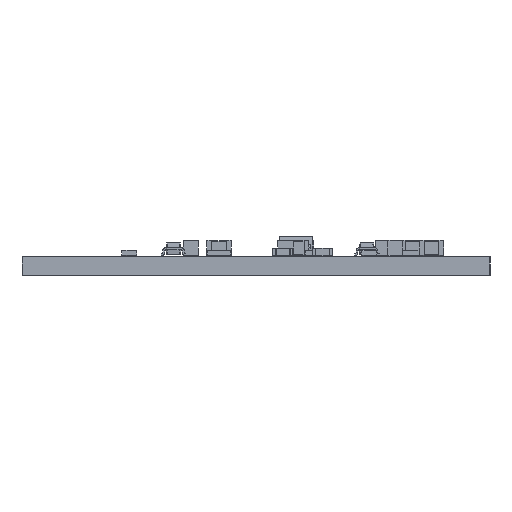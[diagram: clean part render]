
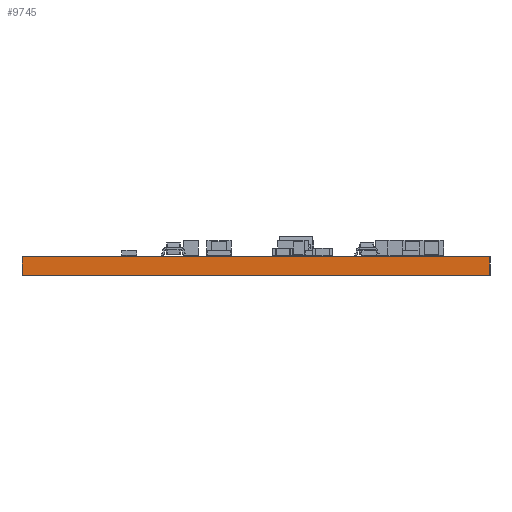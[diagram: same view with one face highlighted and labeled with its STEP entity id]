
A CAD part, left-side view. The second image highlights one B-rep face of the part: STEP entity #9745.
In plain terms, the highlighted planar face has unit normal (-1, 0, 0).
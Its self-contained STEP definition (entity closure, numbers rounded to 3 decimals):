
#9689 = VERTEX_POINT('',#9690);
#9690 = CARTESIAN_POINT('',(0.,0.,1.51));
#9696 = EDGE_CURVE('',#9697,#9689,#9699,.T.);
#9697 = VERTEX_POINT('',#9698);
#9698 = CARTESIAN_POINT('',(0.,-0.,0.));
#9699 = LINE('',#9700,#9701);
#9700 = CARTESIAN_POINT('',(0.,-0.,0.));
#9701 = VECTOR('',#9702,1.);
#9702 = DIRECTION('',(0.,0.,1.));
#9745 = ADVANCED_FACE('',(#9746),#9771,.T.);
#9746 = FACE_BOUND('',#9747,.T.);
#9747 = EDGE_LOOP('',(#9748,#9749,#9757,#9765));
#9748 = ORIENTED_EDGE('',*,*,#9696,.T.);
#9749 = ORIENTED_EDGE('',*,*,#9750,.T.);
#9750 = EDGE_CURVE('',#9689,#9751,#9753,.T.);
#9751 = VERTEX_POINT('',#9752);
#9752 = CARTESIAN_POINT('',(0.,38.,1.51));
#9753 = LINE('',#9754,#9755);
#9754 = CARTESIAN_POINT('',(0.,0.,1.51));
#9755 = VECTOR('',#9756,1.);
#9756 = DIRECTION('',(0.,1.,0.));
#9757 = ORIENTED_EDGE('',*,*,#9758,.F.);
#9758 = EDGE_CURVE('',#9759,#9751,#9761,.T.);
#9759 = VERTEX_POINT('',#9760);
#9760 = CARTESIAN_POINT('',(0.,38.,0.));
#9761 = LINE('',#9762,#9763);
#9762 = CARTESIAN_POINT('',(0.,38.,0.));
#9763 = VECTOR('',#9764,1.);
#9764 = DIRECTION('',(0.,0.,1.));
#9765 = ORIENTED_EDGE('',*,*,#9766,.F.);
#9766 = EDGE_CURVE('',#9697,#9759,#9767,.T.);
#9767 = LINE('',#9768,#9769);
#9768 = CARTESIAN_POINT('',(0.,-0.,0.));
#9769 = VECTOR('',#9770,1.);
#9770 = DIRECTION('',(0.,1.,0.));
#9771 = PLANE('',#9772);
#9772 = AXIS2_PLACEMENT_3D('',#9773,#9774,#9775);
#9773 = CARTESIAN_POINT('',(0.,0.,0.));
#9774 = DIRECTION('',(-1.,0.,0.));
#9775 = DIRECTION('',(0.,1.,0.));
